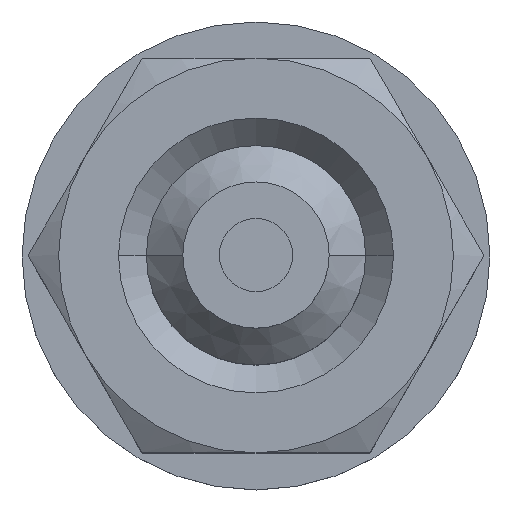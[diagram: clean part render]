
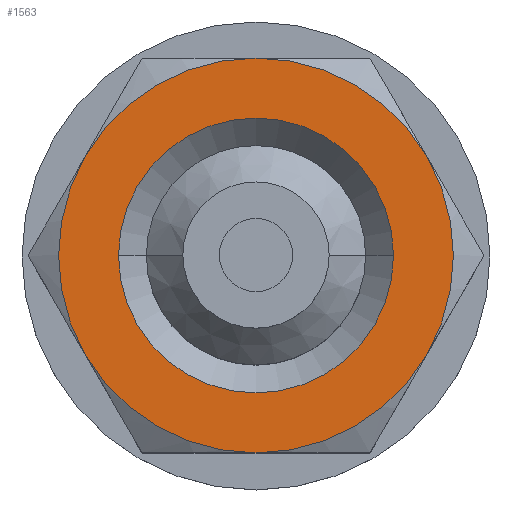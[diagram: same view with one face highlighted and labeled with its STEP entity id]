
A CAD part, top view. The second image highlights one B-rep face of the part: STEP entity #1563.
In plain terms, the highlighted planar face has unit normal (0, 0, 1).
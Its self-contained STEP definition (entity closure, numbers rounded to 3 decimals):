
#149=CARTESIAN_POINT('',(0.,-2.7,-3.378));
#171=CARTESIAN_POINT('',(2.338,-1.35,-3.378));
#173=CARTESIAN_POINT('',(0.,0.,-3.378));
#174=DIRECTION('',(0.,0.,1.));
#175=DIRECTION('',(0.,-1.,0.));
#176=AXIS2_PLACEMENT_3D('',#173,#174,#175);
#178=CARTESIAN_POINT('',(0.,0.,-3.378));
#179=DIRECTION('',(0.,0.,1.));
#180=DIRECTION('',(-0.866,-0.5,0.));
#181=AXIS2_PLACEMENT_3D('',#178,#179,#180);
#183=CARTESIAN_POINT('',(0.,0.,-3.378));
#184=DIRECTION('',(0.,0.,1.));
#185=DIRECTION('',(-1.,0.,0.));
#186=AXIS2_PLACEMENT_3D('',#183,#184,#185);
#188=CARTESIAN_POINT('',(0.,0.,-3.378));
#189=DIRECTION('',(0.,0.,1.));
#190=DIRECTION('',(-0.866,0.5,0.));
#191=AXIS2_PLACEMENT_3D('',#188,#189,#190);
#193=CARTESIAN_POINT('',(0.,0.,-3.378));
#194=DIRECTION('',(0.,0.,1.));
#195=DIRECTION('',(0.,1.,0.));
#196=AXIS2_PLACEMENT_3D('',#193,#194,#195);
#198=CARTESIAN_POINT('',(0.,0.,-3.378));
#199=DIRECTION('',(0.,0.,1.));
#200=DIRECTION('',(0.866,0.5,0.));
#201=AXIS2_PLACEMENT_3D('',#198,#199,#200);
#203=CARTESIAN_POINT('',(0.,0.,-3.378));
#204=DIRECTION('',(0.,0.,-1.));
#205=DIRECTION('',(1.,0.,0.));
#206=AXIS2_PLACEMENT_3D('',#203,#204,#205);
#208=CARTESIAN_POINT('',(0.,0.,-3.378));
#209=DIRECTION('',(0.,0.,-1.));
#210=DIRECTION('',(-1.,0.,0.));
#211=AXIS2_PLACEMENT_3D('',#208,#209,#210);
#223=CARTESIAN_POINT('',(2.338,1.35,-3.378));
#237=CARTESIAN_POINT('',(0.,0.,-3.378));
#238=DIRECTION('',(0.,0.,1.));
#239=DIRECTION('',(0.866,-0.5,0.));
#240=AXIS2_PLACEMENT_3D('',#237,#238,#239);
#242=CARTESIAN_POINT('',(-2.338,-1.35,
-3.378));
#266=CARTESIAN_POINT('',(-2.338,1.35,-3.378));
#290=CARTESIAN_POINT('',(0.,2.7,-3.378));
#1267=VERTEX_POINT('',#223);
#1268=CARTESIAN_POINT('',(-1.88,0.,-3.378));
#1269=CARTESIAN_POINT('',(1.88,0.,-3.378));
#1270=VERTEX_POINT('',#1268);
#1271=VERTEX_POINT('',#1269);
#1274=VERTEX_POINT('',#266);
#1289=VERTEX_POINT('',#290);
#1295=VERTEX_POINT('',#242);
#1297=VERTEX_POINT('',#171);
#1298=VERTEX_POINT('',#149);
#1299=CARTESIAN_POINT('',(-2.7,0.,-3.378));
#1300=VERTEX_POINT('',#1299);
#1537=CARTESIAN_POINT('',(0.,0.,-3.378));
#1538=DIRECTION('',(0.,0.,-1.));
#1539=DIRECTION('',(1.,0.,0.));
#1540=AXIS2_PLACEMENT_3D('',#1537,#1538,#1539);
#1541=PLANE('',#1540);
#1543=ORIENTED_EDGE('',*,*,#1542,.F.);
#1544=ORIENTED_EDGE('',*,*,#1524,.F.);
#1546=ORIENTED_EDGE('',*,*,#1545,.F.);
#1548=ORIENTED_EDGE('',*,*,#1547,.F.);
#1550=ORIENTED_EDGE('',*,*,#1549,.F.);
#1552=ORIENTED_EDGE('',*,*,#1551,.F.);
#1554=ORIENTED_EDGE('',*,*,#1553,.F.);
#1555=EDGE_LOOP('',(#1543,#1544,#1546,#1548,#1550,#1552,#1554));
#1556=FACE_OUTER_BOUND('',#1555,.F.);
#1558=ORIENTED_EDGE('',*,*,#1557,.F.);
#1560=ORIENTED_EDGE('',*,*,#1559,.F.);
#1561=EDGE_LOOP('',(#1558,#1560));
#1562=FACE_BOUND('',#1561,.F.);
#1563=ADVANCED_FACE('',(#1556,#1562),#1541,.F.);
#177=CIRCLE('',#176,2.7);
#182=CIRCLE('',#181,2.7);
#187=CIRCLE('',#186,2.7);
#192=CIRCLE('',#191,2.7);
#197=CIRCLE('',#196,2.7);
#202=CIRCLE('',#201,2.7);
#207=CIRCLE('',#206,1.88);
#212=CIRCLE('',#211,1.88);
#241=CIRCLE('',#240,2.7);
#1524=EDGE_CURVE('',#1298,#1297,#177,.T.);
#1542=EDGE_CURVE('',#1297,#1267,#241,.T.);
#1545=EDGE_CURVE('',#1295,#1298,#182,.T.);
#1547=EDGE_CURVE('',#1300,#1295,#187,.T.);
#1549=EDGE_CURVE('',#1274,#1300,#192,.T.);
#1551=EDGE_CURVE('',#1289,#1274,#197,.T.);
#1553=EDGE_CURVE('',#1267,#1289,#202,.T.);
#1557=EDGE_CURVE('',#1271,#1270,#207,.T.);
#1559=EDGE_CURVE('',#1270,#1271,#212,.T.);
